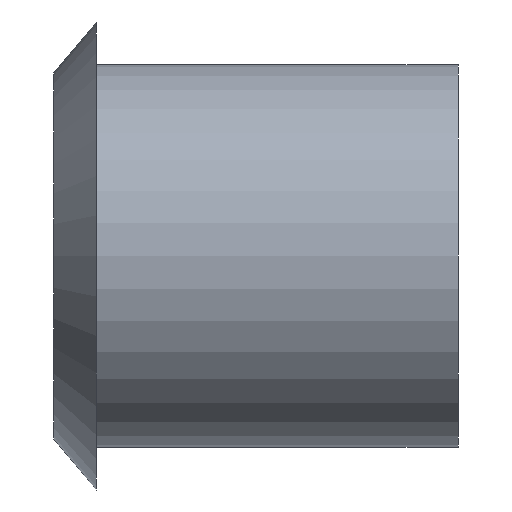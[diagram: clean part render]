
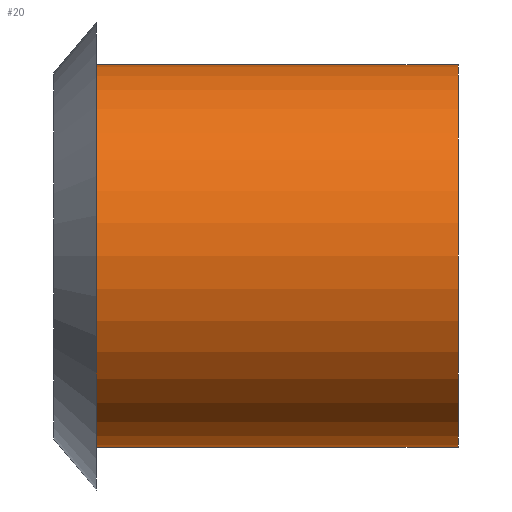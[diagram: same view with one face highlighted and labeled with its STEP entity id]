
A CAD part, front view. The second image highlights one B-rep face of the part: STEP entity #20.
In plain terms, the highlighted cylindrical face has radius 9 mm (diameter 18 mm), a partial arc.
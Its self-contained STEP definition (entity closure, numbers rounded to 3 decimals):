
#5 = VERTEX_POINT ( 'NONE', #201 ) ;
#20 = ADVANCED_FACE ( 'NONE', ( #38 ), #243, .T. ) ;
#24 = ORIENTED_EDGE ( 'NONE', *, *, #63, .T. ) ;
#32 = ORIENTED_EDGE ( 'NONE', *, *, #125, .F. ) ;
#38 = FACE_OUTER_BOUND ( 'NONE', #44, .T. ) ;
#44 = EDGE_LOOP ( 'NONE', ( #249, #175, #24, #32 ) ) ;
#49 = CARTESIAN_POINT ( 'NONE',  ( -39.5, 73.288, 47. ) ) ;
#54 = CIRCLE ( 'NONE', #196, 9. ) ;
#63 = EDGE_CURVE ( 'NONE', #176, #5, #64, .T. ) ;
#64 = LINE ( 'NONE', #67, #108 ) ;
#67 = CARTESIAN_POINT ( 'NONE',  ( -39.5, 73.288, 65. ) ) ;
#69 = DIRECTION ( 'NONE',  ( -1., 0., 0. ) ) ;
#84 = VERTEX_POINT ( 'NONE', #49 ) ;
#108 = VECTOR ( 'NONE', #69, 1000. ) ;
#125 = EDGE_CURVE ( 'NONE', #168, #5, #244, .T. ) ;
#133 = EDGE_CURVE ( 'NONE', #84, #168, #233, .T. ) ;
#160 = DIRECTION ( 'NONE',  ( 0., 0., 1. ) ) ;
#161 = DIRECTION ( 'NONE',  ( -1., 0., 0. ) ) ;
#164 = CARTESIAN_POINT ( 'NONE',  ( -39.5, 73.288, 56. ) ) ;
#167 = AXIS2_PLACEMENT_3D ( 'NONE', #199, #237, #190 ) ;
#168 = VERTEX_POINT ( 'NONE', #182 ) ;
#175 = ORIENTED_EDGE ( 'NONE', *, *, #188, .T. ) ;
#176 = VERTEX_POINT ( 'NONE', #200 ) ;
#182 = CARTESIAN_POINT ( 'NONE',  ( -56.5, 73.288, 47. ) ) ;
#188 = EDGE_CURVE ( 'NONE', #84, #176, #54, .T. ) ;
#190 = DIRECTION ( 'NONE',  ( 0., 0., 1. ) ) ;
#196 = AXIS2_PLACEMENT_3D ( 'NONE', #164, #161, #160 ) ;
#199 = CARTESIAN_POINT ( 'NONE',  ( -39.5, 73.288, 56. ) ) ;
#200 = CARTESIAN_POINT ( 'NONE',  ( -39.5, 73.288, 65. ) ) ;
#201 = CARTESIAN_POINT ( 'NONE',  ( -56.5, 73.288, 65. ) ) ;
#217 = VECTOR ( 'NONE', #255, 1000. ) ;
#232 = DIRECTION ( 'NONE',  ( 0., 0., 1. ) ) ;
#233 = LINE ( 'NONE', #251, #217 ) ;
#237 = DIRECTION ( 'NONE',  ( -1., 0., 0. ) ) ;
#243 = CYLINDRICAL_SURFACE ( 'NONE', #167, 9. ) ;
#244 = CIRCLE ( 'NONE', #245, 9. ) ;
#245 = AXIS2_PLACEMENT_3D ( 'NONE', #253, #247, #232 ) ;
#247 = DIRECTION ( 'NONE',  ( -1., 0., 0. ) ) ;
#249 = ORIENTED_EDGE ( 'NONE', *, *, #133, .F. ) ;
#251 = CARTESIAN_POINT ( 'NONE',  ( -39.5, 73.288, 47. ) ) ;
#253 = CARTESIAN_POINT ( 'NONE',  ( -56.5, 73.288, 56. ) ) ;
#255 = DIRECTION ( 'NONE',  ( -1., 0., 0. ) ) ;
